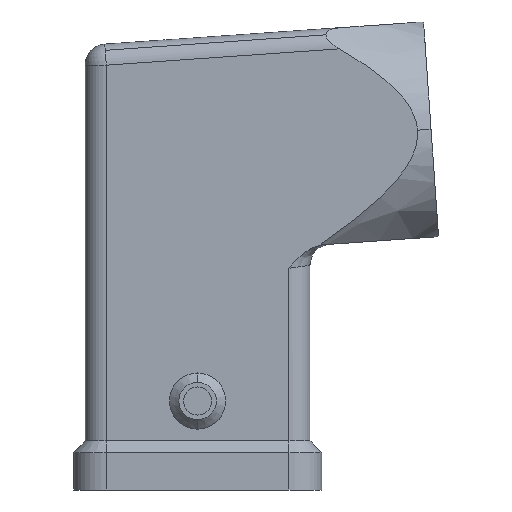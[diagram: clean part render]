
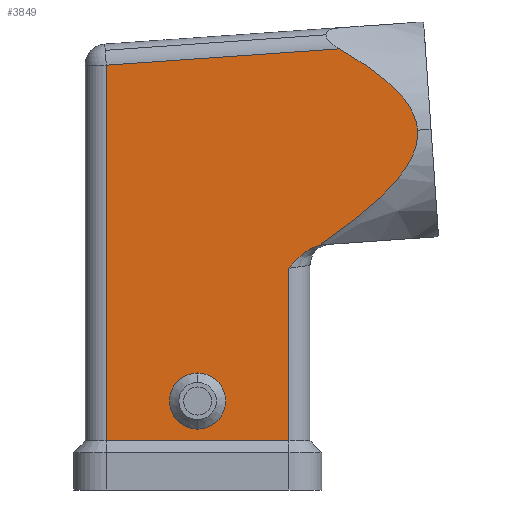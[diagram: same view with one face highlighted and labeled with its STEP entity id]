
A CAD part, front view. The second image highlights one B-rep face of the part: STEP entity #3849.
In plain terms, the highlighted planar face has unit normal (0, -1, 0).
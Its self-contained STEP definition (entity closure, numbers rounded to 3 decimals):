
#227=CARTESIAN_POINT('',(23.487,-12.,38.423));
#228=VERTEX_POINT('',#227);
#295=CARTESIAN_POINT('',(15.138,-12.0,47.112));
#296=VERTEX_POINT('',#295);
#310=CARTESIAN_POINT('',(23.487,-12.,38.423));
#311=CARTESIAN_POINT('',(23.201,-12.0,42.502));
#312=CARTESIAN_POINT('',(15.138,-12.0,47.112));
#320=(BOUNDED_CURVE()B_SPLINE_CURVE(2,(#310,#311,#312),.UNSPECIFIED.,.F.,.U.)B_SPLINE_CURVE_WITH_KNOTS((3,3),(1.847,3.307),.UNSPECIFIED.)CURVE()GEOMETRIC_REPRESENTATION_ITEM()RATIONAL_B_SPLINE_CURVE((1.228,1.228,1.086))REPRESENTATION_ITEM(''));
#321=EDGE_CURVE('',#228,#296,#320,.T.);
#701=CARTESIAN_POINT('',(0.0,-12.,12.5));
#702=VERTEX_POINT('',#701);
#718=CARTESIAN_POINT('',(0.,-12.,6.5));
#719=VERTEX_POINT('',#718);
#726=CARTESIAN_POINT('',(0.0,-12.,9.5));
#727=DIRECTION('',(0.0,1.0,0.0));
#728=DIRECTION('',(0.0,0.0,1.0));
#729=AXIS2_PLACEMENT_3D('',#726,#727,#728);
#730=CIRCLE('',#729,3.);
#731=EDGE_CURVE('',#702,#719,#730,.T.);
#2664=CARTESIAN_POINT('',(0.0,-12.,9.5));
#2665=DIRECTION('',(0.0,1.0,0.0));
#2666=DIRECTION('',(0.0,0.0,1.0));
#2667=AXIS2_PLACEMENT_3D('',#2664,#2665,#2666);
#2668=CIRCLE('',#2667,3.);
#2669=EDGE_CURVE('',#719,#702,#2668,.T.);
#3578=CARTESIAN_POINT('',(9.75,-12.,5.25));
#3579=VERTEX_POINT('',#3578);
#3642=CARTESIAN_POINT('',(-9.75,-12.,5.25));
#3643=VERTEX_POINT('',#3642);
#3644=CARTESIAN_POINT('',(9.75,-12.,5.25));
#3645=DIRECTION('',(-1.0,0.0,0.0));
#3646=VECTOR('',#3645,19.5);
#3647=LINE('',#3644,#3646);
#3648=EDGE_CURVE('',#3579,#3643,#3647,.T.);
#3761=CARTESIAN_POINT('',(-9.75,-12.,45.372));
#3762=VERTEX_POINT('',#3761);
#3763=CARTESIAN_POINT('',(-9.75,-12.,5.25));
#3764=DIRECTION('',(0.0,0.0,1.0));
#3765=VECTOR('',#3764,40.122);
#3766=LINE('',#3763,#3765);
#3767=EDGE_CURVE('',#3643,#3762,#3766,.T.);
#3785=CARTESIAN_POINT('',(9.75,-12.,0.0));
#3786=DIRECTION('',(0.0,-1.0,0.0));
#3787=DIRECTION('',(0.0,0.0,-1.0));
#3788=AXIS2_PLACEMENT_3D('',#3785,#3786,#3787);
#3789=PLANE('',#3788);
#3790=ORIENTED_EDGE('',*,*,#3648,.F.);
#3791=CARTESIAN_POINT('',(9.75,-12.,23.679));
#3792=VERTEX_POINT('',#3791);
#3793=CARTESIAN_POINT('',(9.75,-12.,5.25));
#3794=DIRECTION('',(0.0,0.0,1.0));
#3795=VECTOR('',#3794,18.429);
#3796=LINE('',#3793,#3795);
#3797=EDGE_CURVE('',#3579,#3792,#3796,.T.);
#3798=ORIENTED_EDGE('',*,*,#3797,.T.);
#3799=CARTESIAN_POINT('',(13.207,-12.,26.163));
#3800=VERTEX_POINT('',#3799);
#3801=CARTESIAN_POINT('',(13.207,-12.,26.163));
#3802=CARTESIAN_POINT('',(12.929,-12.,26.118));
#3803=CARTESIAN_POINT('',(12.63,-12.,26.031));
#3804=CARTESIAN_POINT('',(11.784,-12.,25.647));
#3805=CARTESIAN_POINT('',(11.331,-12.,25.301));
#3806=CARTESIAN_POINT('',(10.526,-12.,24.567));
#3807=CARTESIAN_POINT('',(10.14,-12.,24.125));
#3808=CARTESIAN_POINT('',(9.754,-12.,23.684));
#3809=CARTESIAN_POINT('',(9.752,-12.,23.682));
#3810=CARTESIAN_POINT('',(9.75,-12.,23.679));
#3811=B_SPLINE_CURVE_WITH_KNOTS('',3,(#3801,#3802,#3803,#3804,#3805,#3806,#3807,#3808,#3809,#3810),.UNSPECIFIED.,.F.,.U.,(4,2,2,2,4),(0.028,0.107,0.242,0.397,0.398),.UNSPECIFIED.);
#3812=EDGE_CURVE('',#3800,#3792,#3811,.T.);
#3813=ORIENTED_EDGE('',*,*,#3812,.F.);
#3814=CARTESIAN_POINT('',(13.197,-12.,26.302));
#3815=VERTEX_POINT('',#3814);
#3816=CARTESIAN_POINT('',(13.207,-12.,26.163));
#3817=DIRECTION('',(-0.07,0.0,0.998));
#3818=VECTOR('',#3817,0.139);
#3819=LINE('',#3816,#3818);
#3820=EDGE_CURVE('',#3800,#3815,#3819,.T.);
#3821=ORIENTED_EDGE('',*,*,#3820,.T.);
#3822=CARTESIAN_POINT('',(13.197,-12.,26.302));
#3823=CARTESIAN_POINT('',(23.82,-12.,33.652));
#3824=CARTESIAN_POINT('',(23.487,-12.,38.423));
#3832=(BOUNDED_CURVE()B_SPLINE_CURVE(2,(#3822,#3823,#3824),.UNSPECIFIED.,.F.,.U.)B_SPLINE_CURVE_WITH_KNOTS((3,3),(0.138,1.847),.UNSPECIFIED.)CURVE()GEOMETRIC_REPRESENTATION_ITEM()RATIONAL_B_SPLINE_CURVE((1.033,1.228,1.228))REPRESENTATION_ITEM(''));
#3833=EDGE_CURVE('',#3815,#228,#3832,.T.);
#3834=ORIENTED_EDGE('',*,*,#3833,.T.);
#3835=ORIENTED_EDGE('',*,*,#321,.T.);
#3836=CARTESIAN_POINT('',(-9.75,-12.,45.372));
#3837=DIRECTION('',(0.998,0.,0.07));
#3838=VECTOR('',#3837,24.949);
#3839=LINE('',#3836,#3838);
#3840=EDGE_CURVE('',#3762,#296,#3839,.T.);
#3841=ORIENTED_EDGE('',*,*,#3840,.F.);
#3842=ORIENTED_EDGE('',*,*,#3767,.F.);
#3843=EDGE_LOOP('',(#3790,#3798,#3813,#3821,#3834,#3835,#3841,#3842));
#3844=FACE_OUTER_BOUND('',#3843,.T.);
#3845=ORIENTED_EDGE('',*,*,#731,.T.);
#3846=ORIENTED_EDGE('',*,*,#2669,.T.);
#3847=EDGE_LOOP('',(#3845,#3846));
#3848=FACE_BOUND('',#3847,.T.);
#3849=ADVANCED_FACE('',(#3844,#3848),#3789,.T.);
